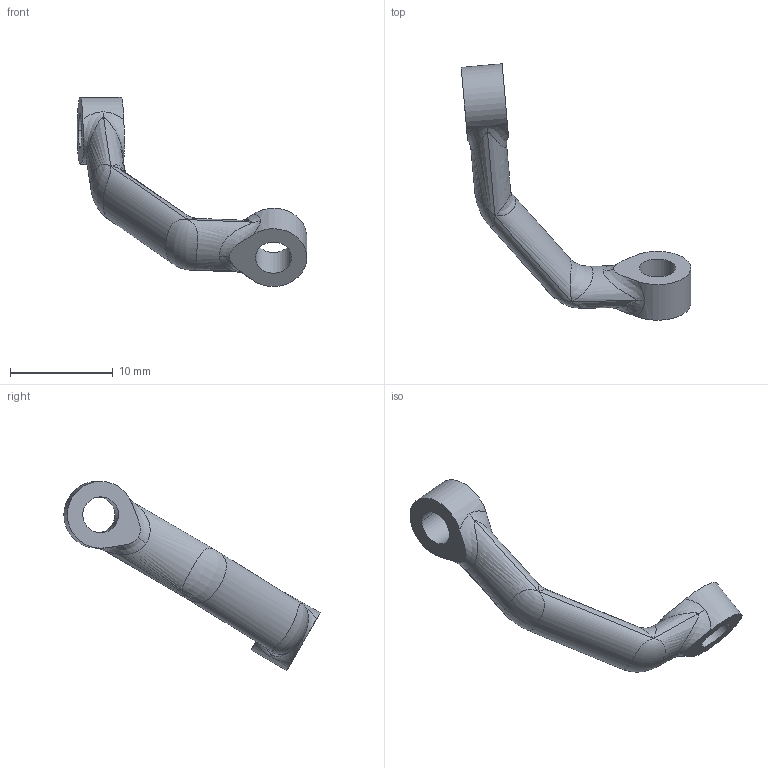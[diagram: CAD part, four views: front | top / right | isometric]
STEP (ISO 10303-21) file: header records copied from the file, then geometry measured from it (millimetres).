
FILE_DESCRIPTION((''),'2;1');
FILE_NAME('LINK_2','2020-07-08T13:17:05',('EMassa'),(''),'CREO PARAMETRIC BY PTC INC, 2019344','CREO PARAMETRIC BY PTC INC, 2019344','');
FILE_SCHEMA(('CONFIG_CONTROL_DESIGN'));
Length unit declared in the file: millimetre
Products named in the file (1): LINK_2
Bounding box: 22.36 x 24.95 x 18.41 mm (x, y, z)
Volume: 597.3 mm3; surface area: 694.7 mm2
Topology: 1 solids, 1 shells, 28 faces, 63 edges, 36 vertices
Faces by surface type: bspline 12, cylinder 6, extrusion 6, plane 4
Entity records: 2698 total; most frequent: CARTESIAN_POINT 2113, ORIENTED_EDGE 124, DIRECTION 88, EDGE_CURVE 62, AXIS2_PLACEMENT_3D 36, VERTEX_POINT 36, EDGE_LOOP 32, B_SPLINE_CURVE_WITH_KNOTS 32
